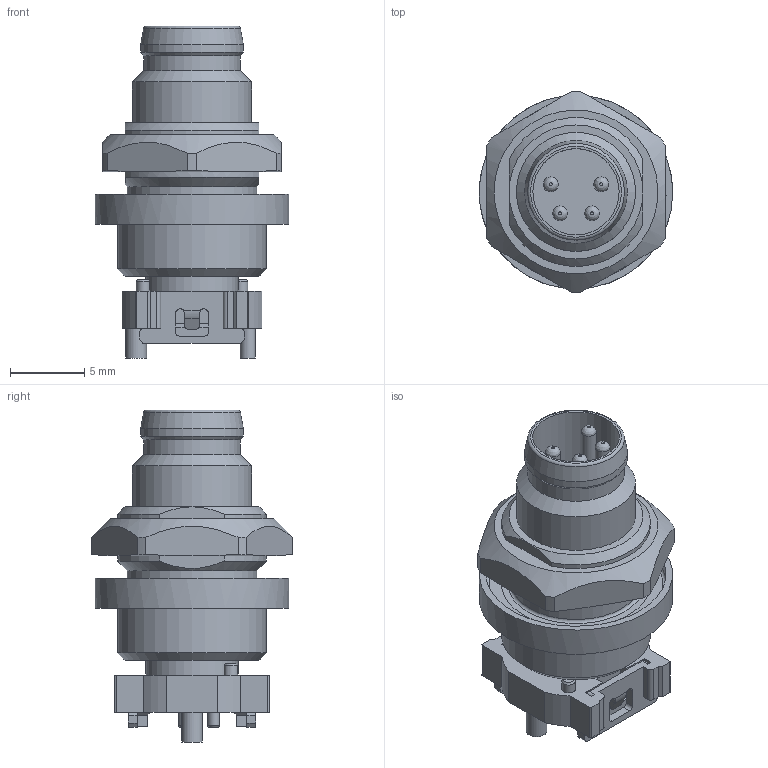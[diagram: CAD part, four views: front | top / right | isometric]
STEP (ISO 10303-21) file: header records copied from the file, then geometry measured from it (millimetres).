
FILE_DESCRIPTION(/* description */ (''),/* implementation_level */ '2;1');
FILE_NAME(/* name */ '42-01256_42K1A782.stp',/* time_stamp */ '2017-10-10T11:34:06+02:00',/* author */ ('FabianPfeiffer'),/* organization */ (''),/* preprocessor_version */ 'ST-DEVELOPER v16.13',/* originating_system */ 'Autodesk Inventor 2018',/* authorisation */ '');
FILE_SCHEMA (('AUTOMOTIVE_DESIGN { 1 0 10303 214 3 1 1 }'));
Length unit declared in the file: millimetre
Products named in the file (1): Bauteil21
Bounding box: 13 x 13.5 x 22.3 mm (x, y, z)
Volume: 1308.4 mm3; surface area: 1471.9 mm2
Topology: 1 solids, 1 shells, 235 faces, 619 edges, 403 vertices
Faces by surface type: plane 135, cylinder 72, cone 13, bspline 8, torus 7
Full cylindrical faces by diameter (mm): 0.8 x4, 0.9 x2, 1 x5, 1.4 x1, 5.8 x1, 6.2 x1, 6.5 x1, 6.9 x1, 7.6 x1, 8 x1, 8.7 x1, 10 x1, 12.1 x1, 13 x1
Entity records: 7952 total; most frequent: CARTESIAN_POINT 2022, DIRECTION 1170, ORIENTED_EDGE 1126, EDGE_CURVE 563, AXIS2_PLACEMENT_3D 411, VERTEX_POINT 387, LINE 348, VECTOR 348
